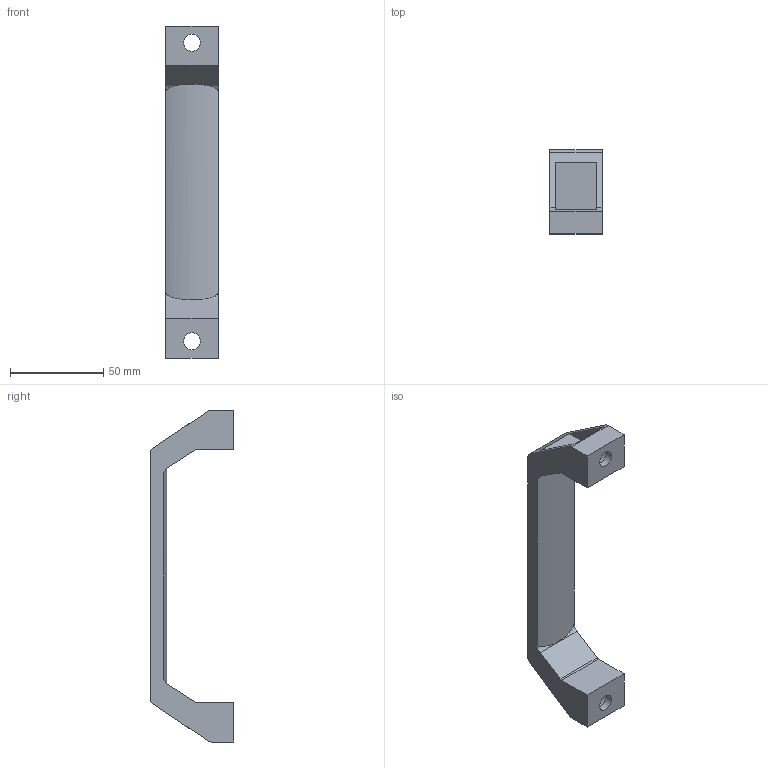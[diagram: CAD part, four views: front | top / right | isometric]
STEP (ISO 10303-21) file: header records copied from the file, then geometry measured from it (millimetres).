
FILE_DESCRIPTION( ( 'STEP AP214' ), '1' );
FILE_NAME( 'K0191.1160082.stp', '2020-11-26T11:40:24', ( '' ), ( '' ), ' ', 'PARTsolutions', ' ' );
FILE_SCHEMA( ( 'AUTOMOTIVE_DESIGN { 1 0 10303 214 1 1 1 1 }' ) );
Length unit declared in the file: millimetre
Products named in the file (1): _K0191.1160082
Bounding box: 28 x 45 x 178 mm (x, y, z)
Volume: 57215.6 mm3; surface area: 20221.2 mm2
Topology: 1 solids, 1 shells, 36 faces, 96 edges, 64 vertices
Faces by surface type: plane 23, cylinder 13
Full cylindrical faces by diameter (mm): 9 x2, 15 x2
Entity records: 1498 total; most frequent: CARTESIAN_POINT 275, DIRECTION 192, ORIENTED_EDGE 184, EDGE_CURVE 92, AXIS2_PLACEMENT_3D 65, VERTEX_POINT 64, LINE 62, VECTOR 62
